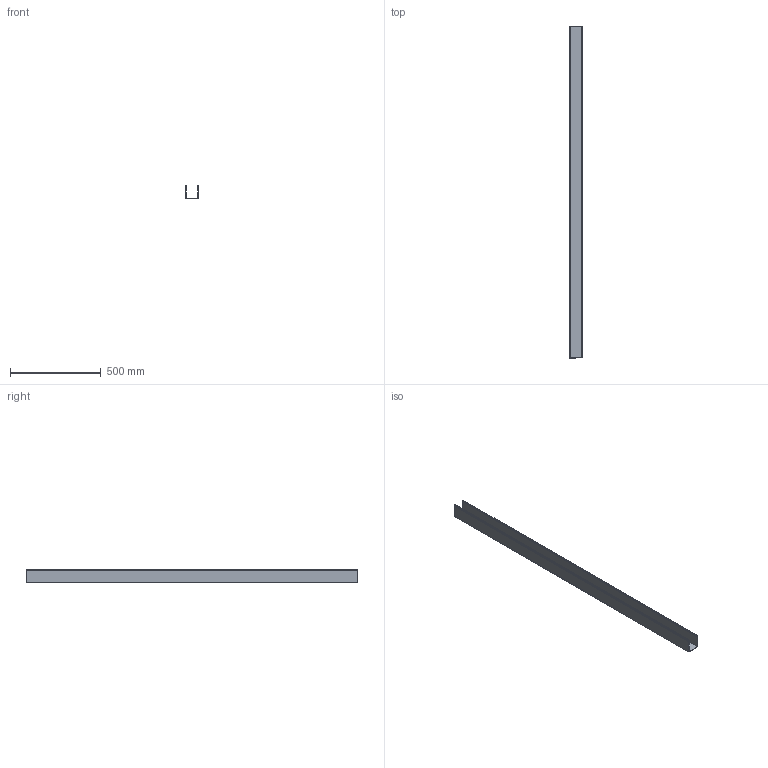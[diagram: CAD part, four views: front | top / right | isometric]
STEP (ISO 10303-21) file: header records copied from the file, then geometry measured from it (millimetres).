
FILE_DESCRIPTION (( 'STEP AP203' ), '1' );
FILE_NAME ('F2.5x3_3D_WEB1.STEP', '2015-09-03T19:13:40', ( 'IT' ), ( 'Panduit Corp.' ), 'SwSTEP 2.0', 'SolidWorks 2014', '' );
FILE_SCHEMA (( 'CONFIG_CONTROL_DESIGN' ));
Length unit declared in the file: inch
Products named in the file (1): F2.5x3_3D_WEB1
Bounding box: 69.86 x 1828.8 x 76.81 mm (x, y, z)
Volume: 1109182.9 mm3; surface area: 841744 mm2
Topology: 1 solids, 1 shells, 20 faces, 54 edges, 36 vertices
Faces by surface type: plane 20
Entity records: 697 total; most frequent: CARTESIAN_POINT 111, ORIENTED_EDGE 108, DIRECTION 96, EDGE_CURVE 54, VECTOR 54, LINE 54, VERTEX_POINT 36, AXIS2_PLACEMENT_3D 21
